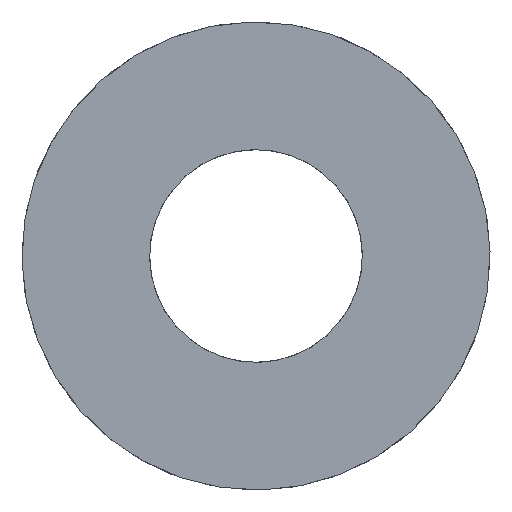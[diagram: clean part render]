
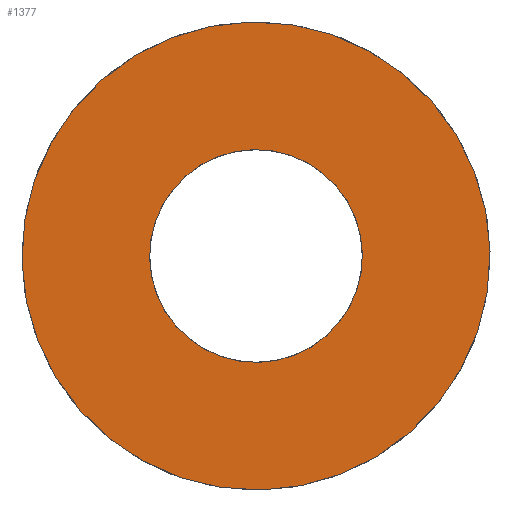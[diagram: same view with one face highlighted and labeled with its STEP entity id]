
A CAD part, front view. The second image highlights one B-rep face of the part: STEP entity #1377.
In plain terms, the highlighted face is planar.
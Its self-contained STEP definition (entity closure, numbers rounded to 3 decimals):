
#89 = ORIENTED_EDGE ( 'NONE', *, *, #1022, .F. ) ;
#118 = EDGE_CURVE ( 'NONE', #913, #1353, #624, .T. ) ;
#126 = CIRCLE ( 'NONE', #945, 2.5 ) ;
#144 = VERTEX_POINT ( 'NONE', #1628 ) ;
#196 = PLANE ( 'NONE',  #1415 ) ;
#253 = DIRECTION ( 'NONE',  ( 0., 0., 1. ) ) ;
#420 = CARTESIAN_POINT ( 'NONE',  ( 0., 1.65, 0. ) ) ;
#457 = EDGE_LOOP ( 'NONE', ( #1322, #672 ) ) ;
#542 = AXIS2_PLACEMENT_3D ( 'NONE', #774, #1172, #253 ) ;
#559 = DIRECTION ( 'NONE',  ( 0., 1., 0. ) ) ;
#587 = DIRECTION ( 'NONE',  ( 0., 0., 1. ) ) ;
#624 = CIRCLE ( 'NONE', #1413, 5.5 ) ;
#653 = DIRECTION ( 'NONE',  ( 0., 1., 0. ) ) ;
#672 = ORIENTED_EDGE ( 'NONE', *, *, #871, .T. ) ;
#698 = DIRECTION ( 'NONE',  ( 0., 0., 1. ) ) ;
#736 = FACE_BOUND ( 'NONE', #1607, .T. ) ;
#742 = CARTESIAN_POINT ( 'NONE',  ( 0., 1.65, 0. ) ) ;
#774 = CARTESIAN_POINT ( 'NONE',  ( 0., 1.65, 0. ) ) ;
#786 = CARTESIAN_POINT ( 'NONE',  ( 0., 1.65, 2.5 ) ) ;
#819 = EDGE_CURVE ( 'NONE', #144, #950, #1194, .T. ) ;
#854 = CARTESIAN_POINT ( 'NONE',  ( 0., 1.65, 5.5 ) ) ;
#871 = EDGE_CURVE ( 'NONE', #1353, #913, #1111, .T. ) ;
#913 = VERTEX_POINT ( 'NONE', #1695 ) ;
#945 = AXIS2_PLACEMENT_3D ( 'NONE', #1519, #653, #1596 ) ;
#950 = VERTEX_POINT ( 'NONE', #786 ) ;
#1013 = DIRECTION ( 'NONE',  ( 0., 1., 0. ) ) ;
#1022 = EDGE_CURVE ( 'NONE', #950, #144, #126, .T. ) ;
#1111 = CIRCLE ( 'NONE', #1304, 5.5 ) ;
#1172 = DIRECTION ( 'NONE',  ( 0., 1., 0. ) ) ;
#1194 = CIRCLE ( 'NONE', #542, 2.5 ) ;
#1304 = AXIS2_PLACEMENT_3D ( 'NONE', #420, #1485, #698 ) ;
#1322 = ORIENTED_EDGE ( 'NONE', *, *, #118, .T. ) ;
#1352 = CARTESIAN_POINT ( 'NONE',  ( 0., 1.65, 0. ) ) ;
#1353 = VERTEX_POINT ( 'NONE', #854 ) ;
#1377 = ADVANCED_FACE ( 'NONE', ( #1650, #736 ), #196, .T. ) ;
#1413 = AXIS2_PLACEMENT_3D ( 'NONE', #1352, #559, #1510 ) ;
#1415 = AXIS2_PLACEMENT_3D ( 'NONE', #742, #1013, #587 ) ;
#1485 = DIRECTION ( 'NONE',  ( 0., 1., 0. ) ) ;
#1510 = DIRECTION ( 'NONE',  ( 0., 0., 1. ) ) ;
#1519 = CARTESIAN_POINT ( 'NONE',  ( 0., 1.65, 0. ) ) ;
#1586 = ORIENTED_EDGE ( 'NONE', *, *, #819, .F. ) ;
#1596 = DIRECTION ( 'NONE',  ( 0., 0., 1. ) ) ;
#1607 = EDGE_LOOP ( 'NONE', ( #1586, #89 ) ) ;
#1628 = CARTESIAN_POINT ( 'NONE',  ( 0., 1.65, -2.5 ) ) ;
#1650 = FACE_OUTER_BOUND ( 'NONE', #457, .T. ) ;
#1695 = CARTESIAN_POINT ( 'NONE',  ( 0., 1.65, -5.5 ) ) ;
